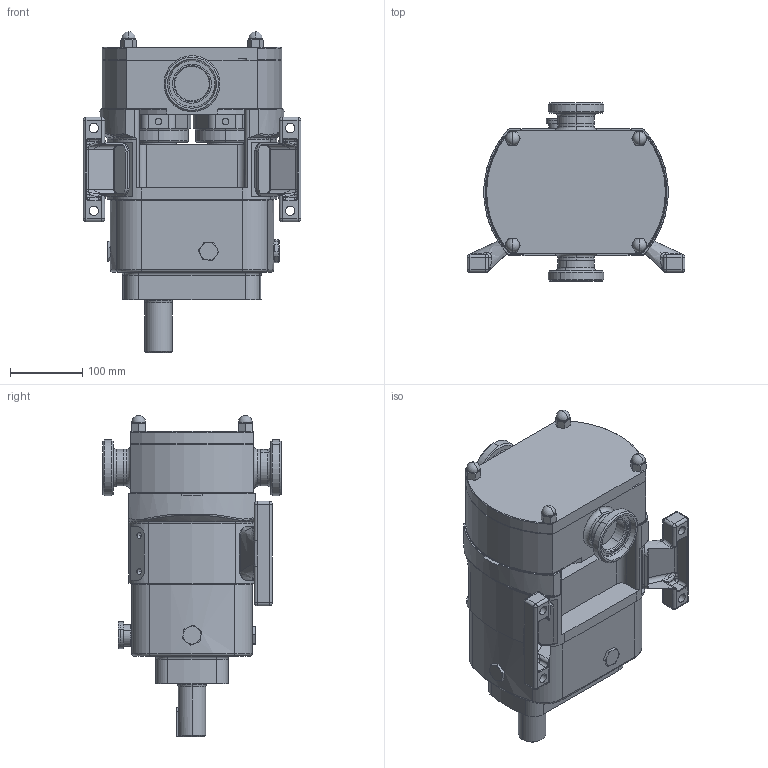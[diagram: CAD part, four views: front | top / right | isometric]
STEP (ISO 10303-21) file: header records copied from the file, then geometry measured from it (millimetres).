
FILE_DESCRIPTION (( 'STEP AP214' ), '1' );
FILE_NAME ('GA3822.STEP', '2024-11-07T16:20:55', ( '' ), ( '' ), 'SwSTEP 2.0', 'SolidWorks 2023', '' );
FILE_SCHEMA (( 'AUTOMOTIVE_DESIGN' ));
Length unit declared in the file: millimetre
Products named in the file (3): Copy of CP30-0069-12 V L^GA3822; GA3822; Copy of Z94-5031-33 - 2 INCH DIN11851^GA3822
Assembly tree (3 placements, depth 2):
  GA3822
    Copy of CP30-0069-12 V L^GA3822
    Copy of Z94-5031-33 - 2 INCH DIN11851^GA3822  x2
Bounding box: 302.31 x 247 x 445.58 mm (x, y, z)
Volume: 11501908.6 mm3; surface area: 539534.7 mm2
Topology: 5 solids, 5 shells, 744 faces, 1836 edges, 1104 vertices
Faces by surface type: plane 273, cylinder 254, torus 72, bspline 72, cone 41, sphere 32
Entity records: 28521 total; most frequent: CARTESIAN_POINT 11911, ORIENTED_EDGE 3500, DIRECTION 3458, EDGE_CURVE 1750, AXIS2_PLACEMENT_3D 1359, VERTEX_POINT 1072, EDGE_LOOP 768, VECTOR 740
